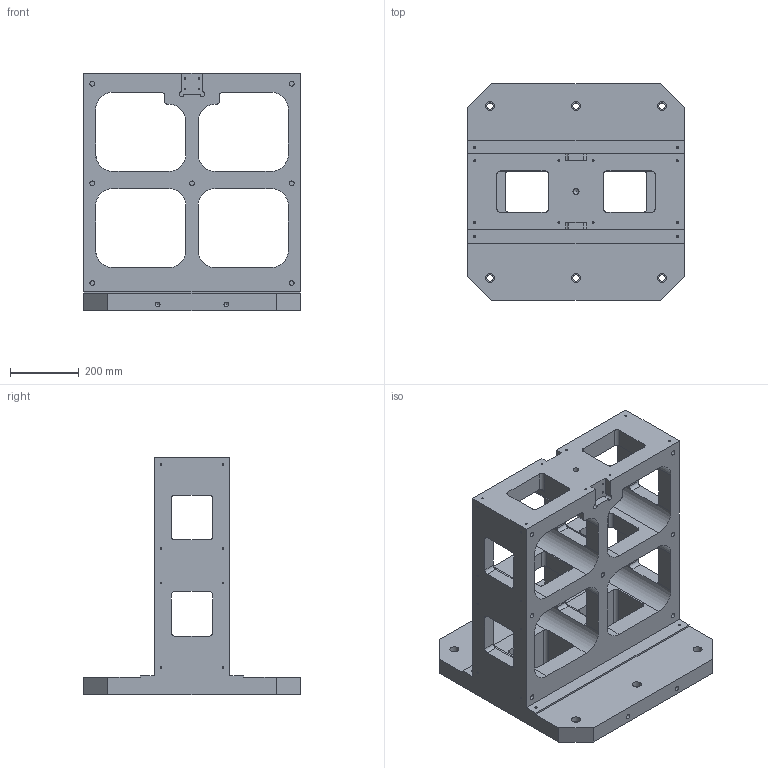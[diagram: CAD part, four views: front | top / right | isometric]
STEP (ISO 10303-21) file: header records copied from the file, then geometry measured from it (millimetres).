
FILE_DESCRIPTION( ( 'Unknown' ), '1' );
FILE_NAME( 'BP13-630630-0690.stp', 'Unknown', ( 'S.C.H' ), ( 'Unknown' ), 'XStep 1.0', 'Unknown', ' ' );
FILE_SCHEMA( ( 'CONFIG_CONTROL_DESIGN' ) );
Length unit declared in the file: millimetre
Products named in the file (1): 1
Bounding box: 630 x 630 x 690 mm (x, y, z)
Volume: 46024058 mm3; surface area: 2316496.2 mm2
Topology: 1 solids, 1 shells, 296 faces, 850 edges, 564 vertices
Faces by surface type: cylinder 140, plane 116, cone 40
Full cylindrical faces by diameter (mm): 5 x32, 6.8 x4, 14 x17, 17.5 x1, 18 x6, 26 x6
Entity records: 9096 total; most frequent: CARTESIAN_POINT 1841, DIRECTION 1510, ORIENTED_EDGE 1328, EDGE_CURVE 664, AXIS2_PLACEMENT_3D 573, VERTEX_POINT 524, EDGE_LOOP 454, LINE 364
